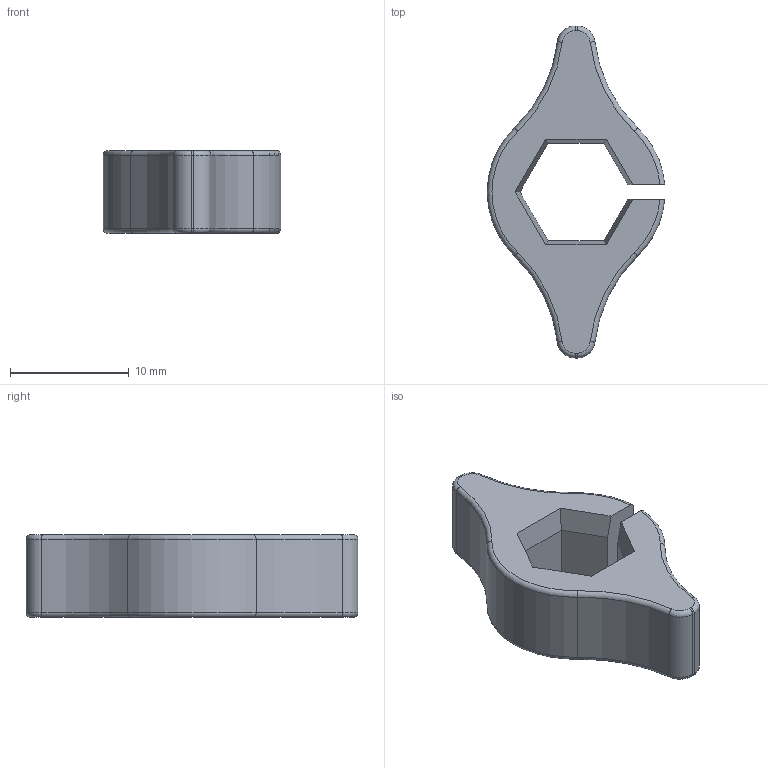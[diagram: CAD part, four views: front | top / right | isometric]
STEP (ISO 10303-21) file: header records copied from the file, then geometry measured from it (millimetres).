
FILE_DESCRIPTION(/* description */ (''),/* implementation_level */ '2;1');
FILE_NAME(/* name */ 'wing_nut.step',/* time_stamp */ '2019-03-21T13:11:24-04:00',/* author */ (''),/* organization */ (''),/* preprocessor_version */ 'ST-DEVELOPER v17.2',/* originating_system */ 'Autodesk Translation Framework v7.6.0.251',/* authorisation */ '');
FILE_SCHEMA (('AUTOMOTIVE_DESIGN { 1 0 10303 214 3 1 1 }'));
Length unit declared in the file: millimetre
Products named in the file (1): wing_nut
Bounding box: 14.98 x 28 x 7 mm (x, y, z)
Volume: 1208.4 mm3; surface area: 1007.9 mm2
Topology: 1 solids, 1 shells, 55 faces, 130 edges, 77 vertices
Faces by surface type: torus 22, plane 18, cylinder 15
Entity records: 1648 total; most frequent: DIRECTION 306, CARTESIAN_POINT 299, ORIENTED_EDGE 260, EDGE_CURVE 130, AXIS2_PLACEMENT_3D 124, VERTEX_POINT 77, CIRCLE 68, LINE 58
